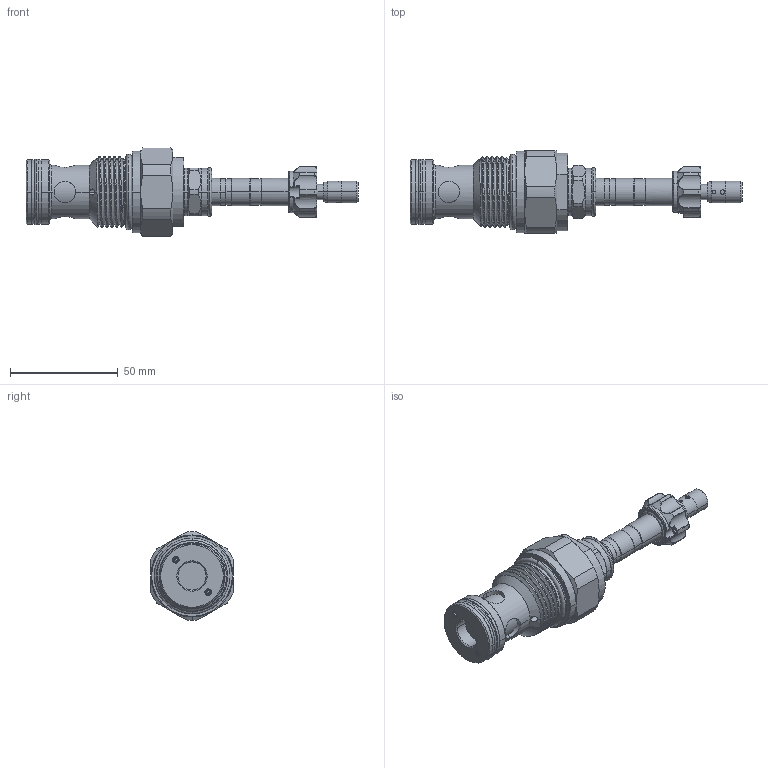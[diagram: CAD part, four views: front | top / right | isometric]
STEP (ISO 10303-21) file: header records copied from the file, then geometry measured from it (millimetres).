
FILE_DESCRIPTION (( 'STEP AP203' ), '1' );
FILE_NAME ('EP21E2A32T95.STEP', '2021-03-11T07:11:14', ( '' ), ( '' ), 'SwSTEP 2.0', 'SolidWorks 2018', '' );
FILE_SCHEMA (( 'CONFIG_CONTROL_DESIGN' ));
Length unit declared in the file: millimetre
Products named in the file (1): EP21E2A32T95
Bounding box: 153.75 x 38 x 41.1 mm (x, y, z)
Volume: 73202 mm3; surface area: 19068.7 mm2
Topology: 7 solids, 7 shells, 436 faces, 1065 edges, 652 vertices
Faces by surface type: cylinder 185, cone 87, plane 70, torus 51, bspline 39, sphere 4
Entity records: 19341 total; most frequent: CARTESIAN_POINT 9455, ORIENTED_EDGE 2098, DIRECTION 2030, EDGE_CURVE 1049, AXIS2_PLACEMENT_3D 850, VERTEX_POINT 646, EDGE_LOOP 465, CIRCLE 452
